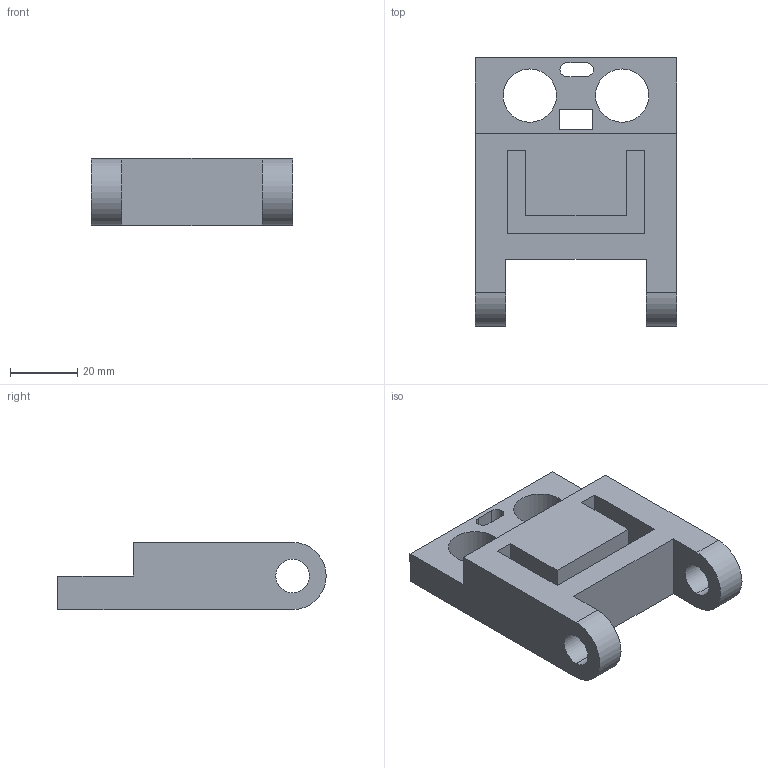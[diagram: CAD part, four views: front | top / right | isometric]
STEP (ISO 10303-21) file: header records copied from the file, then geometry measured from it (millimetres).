
FILE_DESCRIPTION (( 'STEP AP203' ), '1' );
FILE_NAME ('sensor holder_Default_sldprt.STEP', '2024-10-19T11:47:20', ( '' ), ( '' ), 'SwSTEP 2.0', 'SolidWorks 2021', '' );
FILE_SCHEMA (( 'CONFIG_CONTROL_DESIGN' ));
Length unit declared in the file: millimetre
Products named in the file (1): sensor holder_Default_sldprt
Bounding box: 60 x 80 x 20 mm (x, y, z)
Volume: 54163.7 mm3; surface area: 16081.7 mm2
Topology: 1 solids, 1 shells, 38 faces, 105 edges, 70 vertices
Faces by surface type: plane 25, cylinder 13
Entity records: 1316 total; most frequent: CARTESIAN_POINT 214, ORIENTED_EDGE 210, DIRECTION 209, EDGE_CURVE 105, VECTOR 79, LINE 79, VERTEX_POINT 70, AXIS2_PLACEMENT_3D 65
